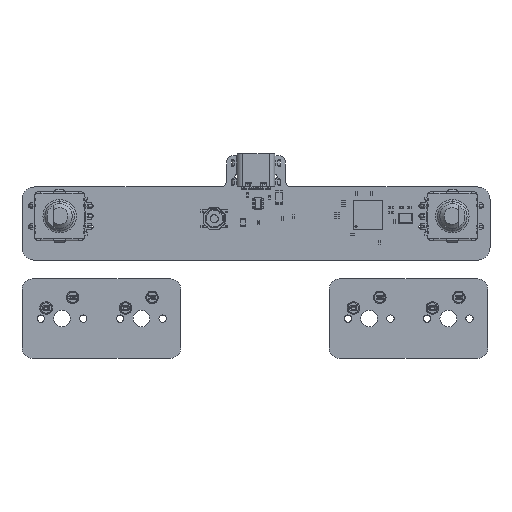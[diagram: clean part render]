
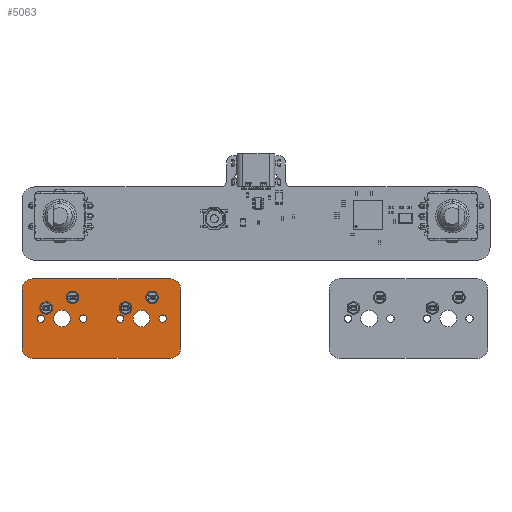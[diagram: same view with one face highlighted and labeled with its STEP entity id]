
A CAD part, top view. The second image highlights one B-rep face of the part: STEP entity #5063.
In plain terms, the highlighted planar face has unit normal (0, 0, 1).
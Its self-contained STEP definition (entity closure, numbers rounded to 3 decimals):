
#4482 = VERTEX_POINT('',#4483);
#4483 = CARTESIAN_POINT('',(95.,-104.5,0.));
#4501 = VERTEX_POINT('',#4502);
#4502 = CARTESIAN_POINT('',(97.5,-102.,0.));
#4508 = EDGE_CURVE('',#4482,#4501,#4509,.T.);
#4509 = CIRCLE('',#4510,2.5);
#4510 = AXIS2_PLACEMENT_3D('',#4511,#4512,#4513);
#4511 = CARTESIAN_POINT('',(97.5,-104.5,0.));
#4512 = DIRECTION('',(0.,0.,-1.));
#4513 = DIRECTION('',(-1.,0.,-0.));
#4533 = VERTEX_POINT('',#4534);
#4534 = CARTESIAN_POINT('',(95.,-118.5,0.));
#4540 = EDGE_CURVE('',#4482,#4533,#4541,.T.);
#4541 = LINE('',#4542,#4543);
#4542 = CARTESIAN_POINT('',(95.,-104.5,0.));
#4543 = VECTOR('',#4544,1.);
#4544 = DIRECTION('',(0.,-1.,0.));
#4564 = VERTEX_POINT('',#4565);
#4565 = CARTESIAN_POINT('',(130.5,-102.,0.));
#4571 = EDGE_CURVE('',#4501,#4564,#4572,.T.);
#4572 = LINE('',#4573,#4574);
#4573 = CARTESIAN_POINT('',(97.5,-102.,0.));
#4574 = VECTOR('',#4575,1.);
#4575 = DIRECTION('',(1.,0.,0.));
#4586 = VERTEX_POINT('',#4587);
#4587 = CARTESIAN_POINT('',(97.5,-121.,0.));
#4603 = EDGE_CURVE('',#4586,#4533,#4604,.T.);
#4604 = CIRCLE('',#4605,2.5);
#4605 = AXIS2_PLACEMENT_3D('',#4606,#4607,#4608);
#4606 = CARTESIAN_POINT('',(97.5,-118.5,0.));
#4607 = DIRECTION('',(0.,0.,-1.));
#4608 = DIRECTION('',(0.,-1.,0.));
#4629 = VERTEX_POINT('',#4630);
#4630 = CARTESIAN_POINT('',(133.,-104.5,0.));
#4636 = EDGE_CURVE('',#4564,#4629,#4637,.T.);
#4637 = CIRCLE('',#4638,2.5);
#4638 = AXIS2_PLACEMENT_3D('',#4639,#4640,#4641);
#4639 = CARTESIAN_POINT('',(130.5,-104.5,0.));
#4640 = DIRECTION('',(0.,0.,-1.));
#4641 = DIRECTION('',(0.,1.,0.));
#4652 = VERTEX_POINT('',#4653);
#4653 = CARTESIAN_POINT('',(130.5,-121.,0.));
#4668 = EDGE_CURVE('',#4652,#4586,#4669,.T.);
#4669 = LINE('',#4670,#4671);
#4670 = CARTESIAN_POINT('',(130.5,-121.,0.));
#4671 = VECTOR('',#4672,1.);
#4672 = DIRECTION('',(-1.,0.,0.));
#4692 = VERTEX_POINT('',#4693);
#4693 = CARTESIAN_POINT('',(133.,-118.5,0.));
#4699 = EDGE_CURVE('',#4629,#4692,#4700,.T.);
#4700 = LINE('',#4701,#4702);
#4701 = CARTESIAN_POINT('',(133.,-104.5,0.));
#4702 = VECTOR('',#4703,1.);
#4703 = DIRECTION('',(0.,-1.,0.));
#4722 = EDGE_CURVE('',#4692,#4652,#4723,.T.);
#4723 = CIRCLE('',#4724,2.5);
#4724 = AXIS2_PLACEMENT_3D('',#4725,#4726,#4727);
#4725 = CARTESIAN_POINT('',(130.5,-118.5,0.));
#4726 = DIRECTION('',(0.,0.,-1.));
#4727 = DIRECTION('',(1.,0.,0.));
#4738 = VERTEX_POINT('',#4739);
#4739 = CARTESIAN_POINT('',(129.535,-111.5,0.));
#4755 = EDGE_CURVE('',#4738,#4738,#4756,.T.);
#4756 = CIRCLE('',#4757,0.875);
#4757 = AXIS2_PLACEMENT_3D('',#4758,#4759,#4760);
#4758 = CARTESIAN_POINT('',(128.66,-111.5,0.));
#4759 = DIRECTION('',(0.,0.,1.));
#4760 = DIRECTION('',(1.,0.,-0.));
#4771 = VERTEX_POINT('',#4772);
#4772 = CARTESIAN_POINT('',(125.574,-111.5,0.));
#4788 = EDGE_CURVE('',#4771,#4771,#4789,.T.);
#4789 = CIRCLE('',#4790,1.994);
#4790 = AXIS2_PLACEMENT_3D('',#4791,#4792,#4793);
#4791 = CARTESIAN_POINT('',(123.58,-111.5,0.));
#4792 = DIRECTION('',(0.,0.,1.));
#4793 = DIRECTION('',(1.,0.,-0.));
#4804 = VERTEX_POINT('',#4805);
#4805 = CARTESIAN_POINT('',(119.375,-111.5,0.));
#4821 = EDGE_CURVE('',#4804,#4804,#4822,.T.);
#4822 = CIRCLE('',#4823,0.875);
#4823 = AXIS2_PLACEMENT_3D('',#4824,#4825,#4826);
#4824 = CARTESIAN_POINT('',(118.5,-111.5,0.));
#4825 = DIRECTION('',(0.,0.,1.));
#4826 = DIRECTION('',(1.,0.,-0.));
#4837 = VERTEX_POINT('',#4838);
#4838 = CARTESIAN_POINT('',(110.535,-111.5,0.));
#4854 = EDGE_CURVE('',#4837,#4837,#4855,.T.);
#4855 = CIRCLE('',#4856,0.875);
#4856 = AXIS2_PLACEMENT_3D('',#4857,#4858,#4859);
#4857 = CARTESIAN_POINT('',(109.66,-111.5,0.));
#4858 = DIRECTION('',(0.,0.,1.));
#4859 = DIRECTION('',(1.,0.,-0.));
#4870 = VERTEX_POINT('',#4871);
#4871 = CARTESIAN_POINT('',(106.574,-111.5,0.));
#4887 = EDGE_CURVE('',#4870,#4870,#4888,.T.);
#4888 = CIRCLE('',#4889,1.994);
#4889 = AXIS2_PLACEMENT_3D('',#4890,#4891,#4892);
#4890 = CARTESIAN_POINT('',(104.58,-111.5,0.));
#4891 = DIRECTION('',(0.,0.,1.));
#4892 = DIRECTION('',(1.,0.,-0.));
#4903 = VERTEX_POINT('',#4904);
#4904 = CARTESIAN_POINT('',(100.375,-111.5,0.));
#4920 = EDGE_CURVE('',#4903,#4903,#4921,.T.);
#4921 = CIRCLE('',#4922,0.875);
#4922 = AXIS2_PLACEMENT_3D('',#4923,#4924,#4925);
#4923 = CARTESIAN_POINT('',(99.5,-111.5,0.));
#4924 = DIRECTION('',(0.,0.,1.));
#4925 = DIRECTION('',(1.,0.,-0.));
#4936 = VERTEX_POINT('',#4937);
#4937 = CARTESIAN_POINT('',(121.27,-108.96,0.));
#4953 = EDGE_CURVE('',#4936,#4936,#4954,.T.);
#4954 = CIRCLE('',#4955,1.5);
#4955 = AXIS2_PLACEMENT_3D('',#4956,#4957,#4958);
#4956 = CARTESIAN_POINT('',(119.77,-108.96,0.));
#4957 = DIRECTION('',(0.,0.,1.));
#4958 = DIRECTION('',(1.,0.,-0.));
#4969 = VERTEX_POINT('',#4970);
#4970 = CARTESIAN_POINT('',(127.62,-106.42,0.));
#4986 = EDGE_CURVE('',#4969,#4969,#4987,.T.);
#4987 = CIRCLE('',#4988,1.5);
#4988 = AXIS2_PLACEMENT_3D('',#4989,#4990,#4991);
#4989 = CARTESIAN_POINT('',(126.12,-106.42,0.));
#4990 = DIRECTION('',(0.,0.,1.));
#4991 = DIRECTION('',(1.,0.,-0.));
#5002 = VERTEX_POINT('',#5003);
#5003 = CARTESIAN_POINT('',(102.27,-108.96,0.));
#5019 = EDGE_CURVE('',#5002,#5002,#5020,.T.);
#5020 = CIRCLE('',#5021,1.5);
#5021 = AXIS2_PLACEMENT_3D('',#5022,#5023,#5024);
#5022 = CARTESIAN_POINT('',(100.77,-108.96,0.));
#5023 = DIRECTION('',(0.,0.,1.));
#5024 = DIRECTION('',(1.,0.,-0.));
#5035 = VERTEX_POINT('',#5036);
#5036 = CARTESIAN_POINT('',(108.62,-106.42,0.));
#5052 = EDGE_CURVE('',#5035,#5035,#5053,.T.);
#5053 = CIRCLE('',#5054,1.5);
#5054 = AXIS2_PLACEMENT_3D('',#5055,#5056,#5057);
#5055 = CARTESIAN_POINT('',(107.12,-106.42,0.));
#5056 = DIRECTION('',(0.,0.,1.));
#5057 = DIRECTION('',(1.,0.,-0.));
#5063 = ADVANCED_FACE('',(#5064,#5074,#5077,#5080,#5083,#5086,#5089,
    #5092,#5095,#5098,#5101),#5104,.F.);
#5064 = FACE_BOUND('',#5065,.F.);
#5065 = EDGE_LOOP('',(#5066,#5067,#5068,#5069,#5070,#5071,#5072,#5073));
#5066 = ORIENTED_EDGE('',*,*,#4508,.T.);
#5067 = ORIENTED_EDGE('',*,*,#4571,.T.);
#5068 = ORIENTED_EDGE('',*,*,#4636,.T.);
#5069 = ORIENTED_EDGE('',*,*,#4699,.T.);
#5070 = ORIENTED_EDGE('',*,*,#4722,.T.);
#5071 = ORIENTED_EDGE('',*,*,#4668,.T.);
#5072 = ORIENTED_EDGE('',*,*,#4603,.T.);
#5073 = ORIENTED_EDGE('',*,*,#4540,.F.);
#5074 = FACE_BOUND('',#5075,.F.);
#5075 = EDGE_LOOP('',(#5076));
#5076 = ORIENTED_EDGE('',*,*,#4755,.T.);
#5077 = FACE_BOUND('',#5078,.F.);
#5078 = EDGE_LOOP('',(#5079));
#5079 = ORIENTED_EDGE('',*,*,#4788,.T.);
#5080 = FACE_BOUND('',#5081,.F.);
#5081 = EDGE_LOOP('',(#5082));
#5082 = ORIENTED_EDGE('',*,*,#4821,.T.);
#5083 = FACE_BOUND('',#5084,.F.);
#5084 = EDGE_LOOP('',(#5085));
#5085 = ORIENTED_EDGE('',*,*,#4854,.T.);
#5086 = FACE_BOUND('',#5087,.F.);
#5087 = EDGE_LOOP('',(#5088));
#5088 = ORIENTED_EDGE('',*,*,#4887,.T.);
#5089 = FACE_BOUND('',#5090,.F.);
#5090 = EDGE_LOOP('',(#5091));
#5091 = ORIENTED_EDGE('',*,*,#4920,.T.);
#5092 = FACE_BOUND('',#5093,.F.);
#5093 = EDGE_LOOP('',(#5094));
#5094 = ORIENTED_EDGE('',*,*,#4953,.T.);
#5095 = FACE_BOUND('',#5096,.F.);
#5096 = EDGE_LOOP('',(#5097));
#5097 = ORIENTED_EDGE('',*,*,#4986,.T.);
#5098 = FACE_BOUND('',#5099,.F.);
#5099 = EDGE_LOOP('',(#5100));
#5100 = ORIENTED_EDGE('',*,*,#5019,.T.);
#5101 = FACE_BOUND('',#5102,.F.);
#5102 = EDGE_LOOP('',(#5103));
#5103 = ORIENTED_EDGE('',*,*,#5052,.T.);
#5104 = PLANE('',#5105);
#5105 = AXIS2_PLACEMENT_3D('',#5106,#5107,#5108);
#5106 = CARTESIAN_POINT('',(114.,-111.5,0.));
#5107 = DIRECTION('',(-0.,-0.,-1.));
#5108 = DIRECTION('',(-1.,0.,0.));
